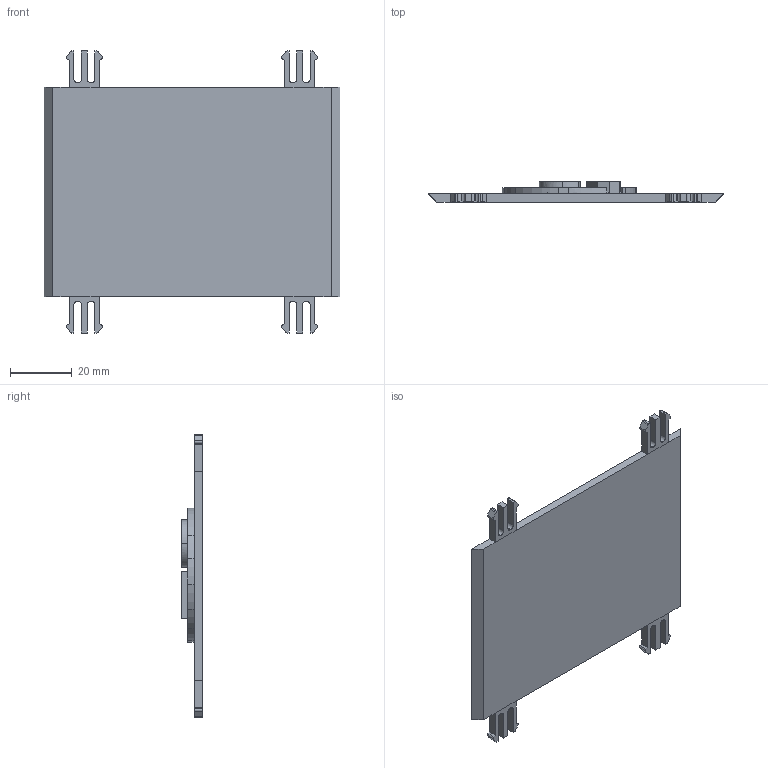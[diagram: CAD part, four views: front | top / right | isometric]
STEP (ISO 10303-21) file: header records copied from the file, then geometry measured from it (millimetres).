
FILE_DESCRIPTION(/* description */ (''),/* implementation_level */ '2;1');
FILE_NAME(/* name */ '02_wall_with_PLCM_logo_plcm.stp',/* time_stamp */ '2025-08-13T14:26:55+02:00',/* author */ (''),/* organization */ (''),/* preprocessor_version */ 'ST-DEVELOPER v20',/* originating_system */ 'SIEMENS PLM Software NX2412.1700',/* authorisation */ '');
FILE_SCHEMA (('AUTOMOTIVE_DESIGN { 1 0 10303 214 3 1 1 1 }'));
Length unit declared in the file: millimetre
Products named in the file (4): clipperV13; PLCM_Logo; 02_Wall_no_Logo; 02_wall_with_PLCM_logo_plcm
Assembly tree (6 placements, depth 3):
  02_wall_with_PLCM_logo_plcm
    02_Wall_no_Logo
      clipperV13  x4
    PLCM_Logo
Bounding box: 96 x 6.67 x 91.7 mm (x, y, z)
Volume: 20289.7 mm3; surface area: 19021.4 mm2
Topology: 6 solids, 6 shells, 319 faces, 922 edges, 613 vertices
Faces by surface type: plane 202, cylinder 104, extrusion 13
Entity records: 8241 total; most frequent: CARTESIAN_POINT 1955, ORIENTED_EDGE 1412, DIRECTION 1128, EDGE_CURVE 706, VECTOR 474, VERTEX_POINT 469, LINE 461, AXIS2_PLACEMENT_3D 327
